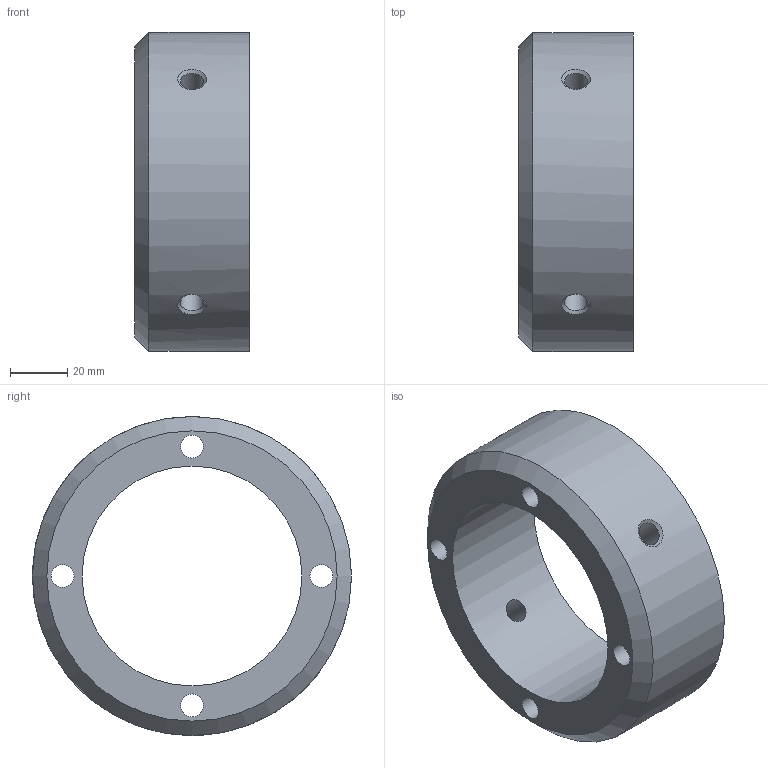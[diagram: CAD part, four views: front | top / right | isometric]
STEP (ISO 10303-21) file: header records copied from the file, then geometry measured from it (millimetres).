
FILE_DESCRIPTION(/* description */ (''),/* implementation_level */ '2;1');
FILE_NAME(/* name */ 'Entretoise.step',/* time_stamp */ '2020-03-11T18:45:26+01:00',/* author */ (''),/* organization */ (''),/* preprocessor_version */ 'ST-DEVELOPER v18',/* originating_system */ 'Autodesk Translation Framework v8.12.0.6',/* authorisation */ '');
FILE_SCHEMA (('AUTOMOTIVE_DESIGN { 1 0 10303 214 3 1 1 }'));
Length unit declared in the file: millimetre
Products named in the file (2): Untitled; Entretoise
Assembly tree (1 placements, depth 2):
  Untitled
    Entretoise
Bounding box: 40 x 111 x 111 mm (x, y, z)
Volume: 187386.4 mm3; surface area: 37513.4 mm2
Topology: 1 solids, 1 shells, 21 faces, 58 edges, 39 vertices
Faces by surface type: cylinder 10, cone 5, bspline 4, plane 2
Full cylindrical faces by diameter (mm): 8 x8, 76.5 x1, 111 x1
Entity records: 1584 total; most frequent: CARTESIAN_POINT 961, ORIENTED_EDGE 124, DIRECTION 101, EDGE_CURVE 62, VERTEX_POINT 43, EDGE_LOOP 39, AXIS2_PLACEMENT_3D 39, LINE 23
